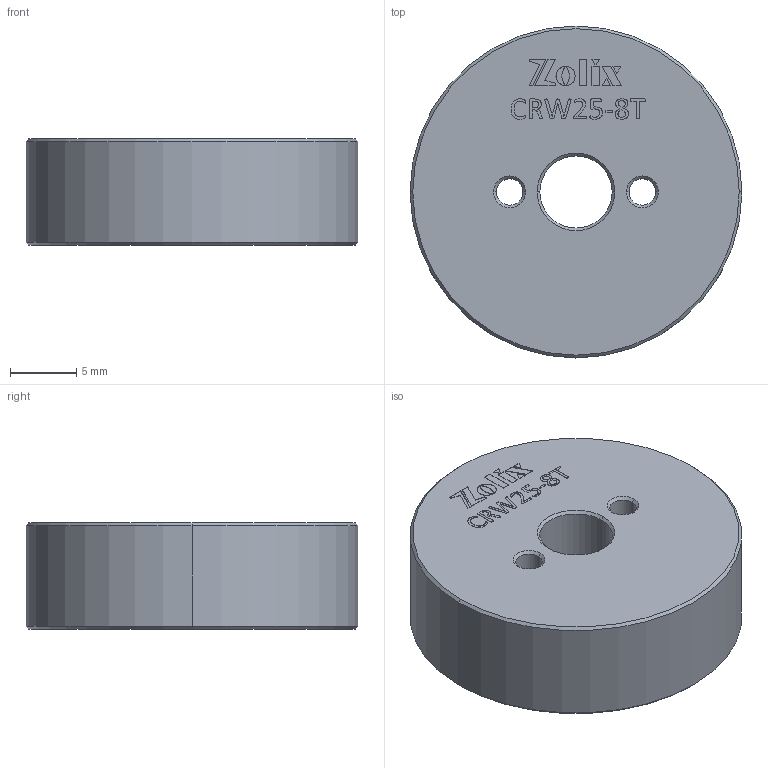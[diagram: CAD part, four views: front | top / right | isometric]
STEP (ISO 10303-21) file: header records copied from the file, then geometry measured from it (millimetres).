
FILE_DESCRIPTION (( 'STEP AP203' ), '1' );
FILE_NAME ('CRW25-8T.STEP', '2025-07-17T07:29:57', ( '' ), ( '' ), 'SwSTEP 2.0', 'SolidWorks 2020', '' );
FILE_SCHEMA (( 'CONFIG_CONTROL_DESIGN' ));
Length unit declared in the file: millimetre
Products named in the file (1): CRW25-8T
Bounding box: 25 x 25 x 8 mm (x, y, z)
Volume: 3685.7 mm3; surface area: 1765.1 mm2
Topology: 1 solids, 1 shells, 329 faces, 902 edges, 596 vertices
Faces by surface type: plane 221, bspline 84, cone 16, cylinder 8
Entity records: 14053 total; most frequent: CARTESIAN_POINT 6160, ORIENTED_EDGE 1804, DIRECTION 1258, EDGE_CURVE 902, VECTOR 702, LINE 702, VERTEX_POINT 596, EDGE_LOOP 356
